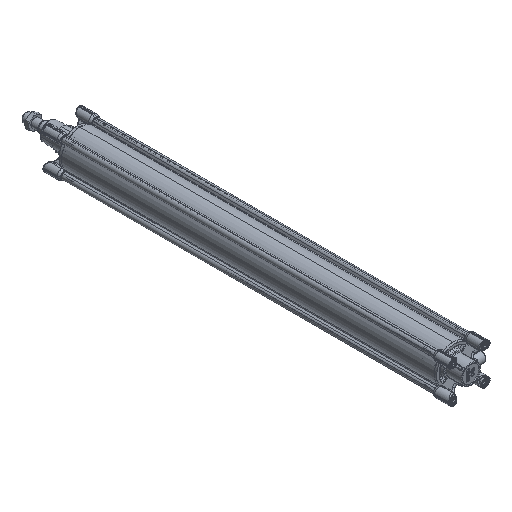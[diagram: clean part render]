
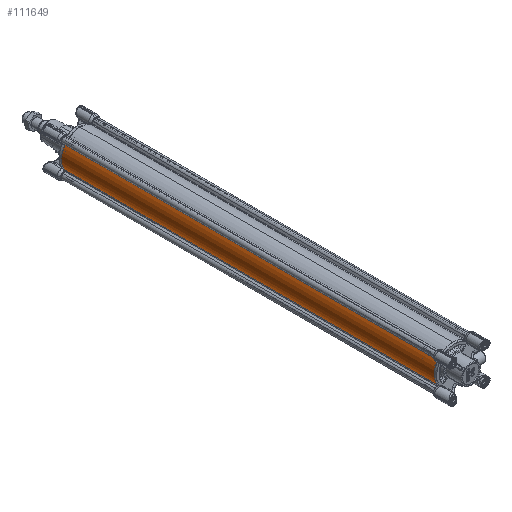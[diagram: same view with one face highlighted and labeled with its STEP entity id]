
A CAD part, isometric view. The second image highlights one B-rep face of the part: STEP entity #111649.
In plain terms, the highlighted cylindrical face has radius 42.5 mm (diameter 85 mm), a partial arc.
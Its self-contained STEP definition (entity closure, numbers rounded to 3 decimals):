
#7453 = AXIS2_PLACEMENT_3D ( 'NONE', #147780, #111285, #145361 ) ;
#15039 = VECTOR ( 'NONE', #16039, 1000. ) ;
#16039 = DIRECTION ( 'NONE',  ( 0., 1., 0. ) ) ;
#16513 = VERTEX_POINT ( 'NONE', #140529 ) ;
#21308 = EDGE_CURVE ( 'NONE', #58611, #156898, #125175, .T. ) ;
#27433 = AXIS2_PLACEMENT_3D ( 'NONE', #117669, #68764, #41561 ) ;
#36797 = EDGE_CURVE ( 'NONE', #65956, #156898, #40869, .T. ) ;
#40869 = LINE ( 'NONE', #103729, #15039 ) ;
#41561 = DIRECTION ( 'NONE',  ( 0., 0., -1. ) ) ;
#55024 = EDGE_LOOP ( 'NONE', ( #80642, #120210, #146801, #90965 ) ) ;
#55791 = EDGE_CURVE ( 'NONE', #16513, #65956, #145279, .T. ) ;
#58377 = CARTESIAN_POINT ( 'NONE',  ( -34.081, 890., -25.391 ) ) ;
#58611 = VERTEX_POINT ( 'NONE', #110349 ) ;
#59733 = DIRECTION ( 'NONE',  ( 0., 0., 1. ) ) ;
#65956 = VERTEX_POINT ( 'NONE', #110893 ) ;
#68764 = DIRECTION ( 'NONE',  ( 0., -1., 0. ) ) ;
#73732 = CARTESIAN_POINT ( 'NONE',  ( 0., 838., 0. ) ) ;
#80642 = ORIENTED_EDGE ( 'NONE', *, *, #21308, .T. ) ;
#90965 = ORIENTED_EDGE ( 'NONE', *, *, #133222, .T. ) ;
#96161 = CYLINDRICAL_SURFACE ( 'NONE', #139569, 42.5 ) ;
#96262 = VECTOR ( 'NONE', #122625, 1000. ) ;
#98625 = LINE ( 'NONE', #160818, #96262 ) ;
#103729 = CARTESIAN_POINT ( 'NONE',  ( -34.081, 838., -25.391 ) ) ;
#110349 = CARTESIAN_POINT ( 'NONE',  ( -34.081, 890., 25.391 ) ) ;
#110893 = CARTESIAN_POINT ( 'NONE',  ( -34.081, 38., -25.391 ) ) ;
#111285 = DIRECTION ( 'NONE',  ( 0., -1., 0. ) ) ;
#111649 = ADVANCED_FACE ( 'NONE', ( #112623 ), #96161, .T. ) ;
#112623 = FACE_OUTER_BOUND ( 'NONE', #55024, .T. ) ;
#117669 = CARTESIAN_POINT ( 'NONE',  ( 0., 890., 0. ) ) ;
#120210 = ORIENTED_EDGE ( 'NONE', *, *, #36797, .F. ) ;
#122625 = DIRECTION ( 'NONE',  ( 0., 1., 0. ) ) ;
#125175 = CIRCLE ( 'NONE', #27433, 42.5 ) ;
#133222 = EDGE_CURVE ( 'NONE', #16513, #58611, #98625, .T. ) ;
#139569 = AXIS2_PLACEMENT_3D ( 'NONE', #73732, #146674, #59733 ) ;
#140529 = CARTESIAN_POINT ( 'NONE',  ( -34.081, 38., 25.391 ) ) ;
#145279 = CIRCLE ( 'NONE', #7453, 42.5 ) ;
#145361 = DIRECTION ( 'NONE',  ( 0., 0., -1. ) ) ;
#146674 = DIRECTION ( 'NONE',  ( 0., 1., 0. ) ) ;
#146801 = ORIENTED_EDGE ( 'NONE', *, *, #55791, .F. ) ;
#147780 = CARTESIAN_POINT ( 'NONE',  ( 0., 38., 0. ) ) ;
#156898 = VERTEX_POINT ( 'NONE', #58377 ) ;
#160818 = CARTESIAN_POINT ( 'NONE',  ( -34.081, 838., 25.391 ) ) ;
